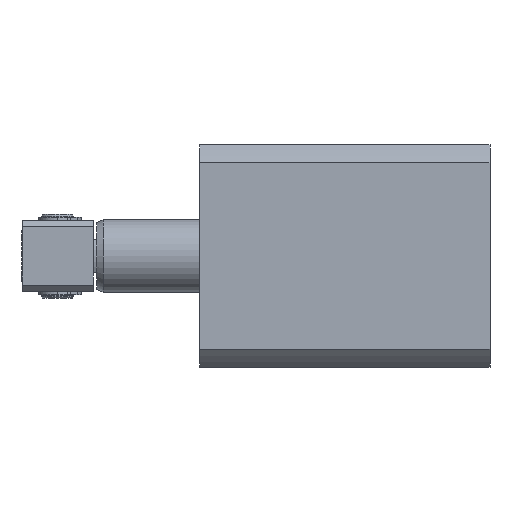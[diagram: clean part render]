
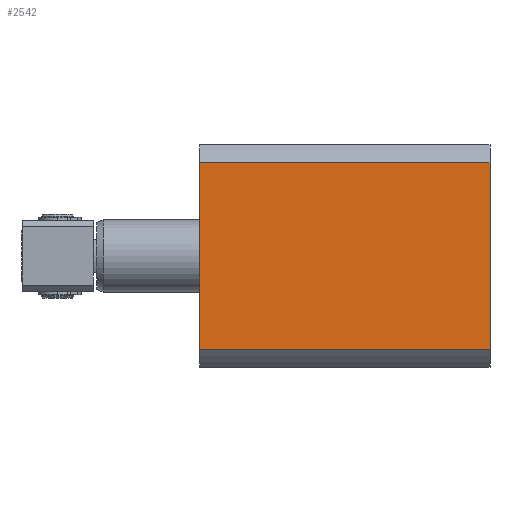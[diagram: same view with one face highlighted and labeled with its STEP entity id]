
A CAD part, left-side view. The second image highlights one B-rep face of the part: STEP entity #2542.
In plain terms, the highlighted planar face has unit normal (-1, 0, 0).
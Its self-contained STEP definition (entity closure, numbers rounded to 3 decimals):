
#87 = DIRECTION ( 'NONE',  ( -1., 0., 0. ) ) ;
#215 = CARTESIAN_POINT ( 'NONE',  ( -34.486, 45., 28.909 ) ) ;
#220 = ORIENTED_EDGE ( 'NONE', *, *, #3980, .T. ) ;
#430 = VERTEX_POINT ( 'NONE', #3456 ) ;
#735 = DIRECTION ( 'NONE',  ( 0., 0., -1. ) ) ;
#776 = AXIS2_PLACEMENT_3D ( 'NONE', #4215, #87, #2199 ) ;
#1538 = VECTOR ( 'NONE', #4633, 1000. ) ;
#1551 = CARTESIAN_POINT ( 'NONE',  ( -34.486, 45., -28.909 ) ) ;
#1633 = LINE ( 'NONE', #215, #4417 ) ;
#1846 = LINE ( 'NONE', #2086, #5030 ) ;
#1851 = CARTESIAN_POINT ( 'NONE',  ( -34.486, 90., 28.909 ) ) ;
#2086 = CARTESIAN_POINT ( 'NONE',  ( -34.486, 90., 0. ) ) ;
#2106 = CARTESIAN_POINT ( 'NONE',  ( -34.486, 90., -28.909 ) ) ;
#2199 = DIRECTION ( 'NONE',  ( 0., 0., 1. ) ) ;
#2266 = CARTESIAN_POINT ( 'NONE',  ( -34.486, 0., 28.909 ) ) ;
#2542 = ADVANCED_FACE ( 'NONE', ( #3690 ), #3387, .T. ) ;
#2545 = EDGE_LOOP ( 'NONE', ( #220, #4858, #5196, #4000 ) ) ;
#2603 = VERTEX_POINT ( 'NONE', #1851 ) ;
#2721 = VECTOR ( 'NONE', #4836, 1000. ) ;
#2738 = EDGE_CURVE ( 'NONE', #4839, #2603, #1633, .T. ) ;
#2846 = LINE ( 'NONE', #1551, #2721 ) ;
#2924 = CARTESIAN_POINT ( 'NONE',  ( -34.486, 0., -0.01 ) ) ;
#3122 = DIRECTION ( 'NONE',  ( 0., 1., 0. ) ) ;
#3387 = PLANE ( 'NONE',  #776 ) ;
#3456 = CARTESIAN_POINT ( 'NONE',  ( -34.486, 0., -28.909 ) ) ;
#3690 = FACE_OUTER_BOUND ( 'NONE', #2545, .T. ) ;
#3980 = EDGE_CURVE ( 'NONE', #2603, #4099, #1846, .T. ) ;
#4000 = ORIENTED_EDGE ( 'NONE', *, *, #2738, .T. ) ;
#4099 = VERTEX_POINT ( 'NONE', #2106 ) ;
#4215 = CARTESIAN_POINT ( 'NONE',  ( -34.486, 0., -28.909 ) ) ;
#4417 = VECTOR ( 'NONE', #3122, 1000. ) ;
#4633 = DIRECTION ( 'NONE',  ( 0., 0., 1. ) ) ;
#4662 = EDGE_CURVE ( 'NONE', #430, #4839, #5176, .T. ) ;
#4836 = DIRECTION ( 'NONE',  ( 0., -1., 0. ) ) ;
#4839 = VERTEX_POINT ( 'NONE', #2266 ) ;
#4858 = ORIENTED_EDGE ( 'NONE', *, *, #5292, .T. ) ;
#5030 = VECTOR ( 'NONE', #735, 1000. ) ;
#5176 = LINE ( 'NONE', #2924, #1538 ) ;
#5196 = ORIENTED_EDGE ( 'NONE', *, *, #4662, .T. ) ;
#5292 = EDGE_CURVE ( 'NONE', #4099, #430, #2846, .T. ) ;
